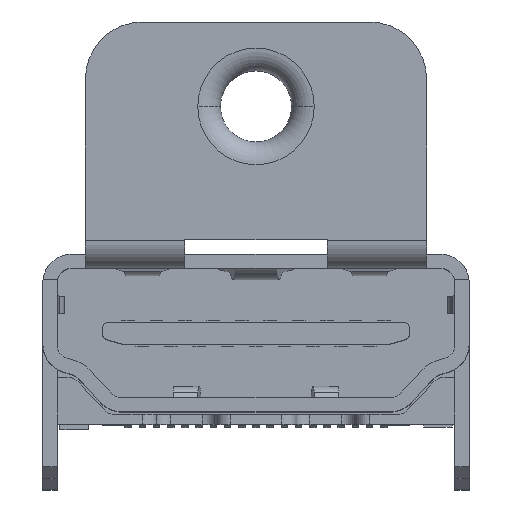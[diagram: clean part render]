
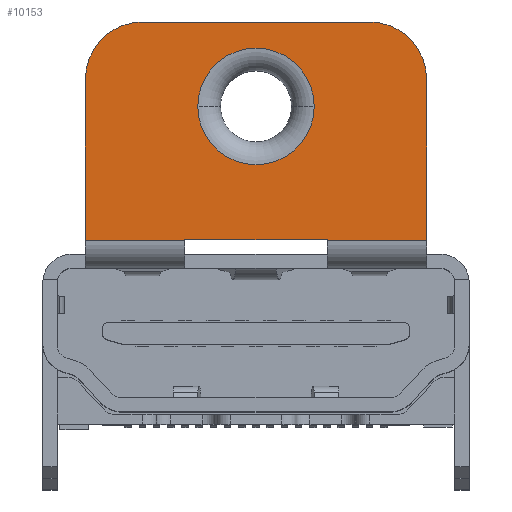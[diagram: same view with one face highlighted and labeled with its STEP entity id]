
A CAD part, top view. The second image highlights one B-rep face of the part: STEP entity #10153.
In plain terms, the highlighted planar face has unit normal (0, 0, 1).
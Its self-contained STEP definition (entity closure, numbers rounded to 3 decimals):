
#2604=DIRECTION('',(0.,-1.,0.));
#2605=VECTOR('',#2604,5.679);
#2606=CARTESIAN_POINT('',(-6.,8.945,0.));
#2607=LINE('',#2606,#2605);
#2724=CARTESIAN_POINT('',(0.,7.975,0.));
#2725=DIRECTION('',(0.,0.,-1.));
#2726=DIRECTION('',(1.,0.,0.));
#2727=AXIS2_PLACEMENT_3D('',#2724,#2725,#2726);
#2729=CARTESIAN_POINT('',(0.,7.975,0.));
#2730=DIRECTION('',(0.,0.,-1.));
#2731=DIRECTION('',(-1.,0.,0.));
#2732=AXIS2_PLACEMENT_3D('',#2729,#2730,#2731);
#2734=DIRECTION('',(0.,1.,0.));
#2735=VECTOR('',#2734,0.009);
#2736=CARTESIAN_POINT('',(-2.5,3.266,0.));
#2737=LINE('',#2736,#2735);
#2738=CARTESIAN_POINT('',(-4.,8.945,0.));
#2739=DIRECTION('',(0.,0.,1.));
#2740=DIRECTION('',(0.,1.,0.));
#2741=AXIS2_PLACEMENT_3D('',#2738,#2739,#2740);
#2743=DIRECTION('',(1.,0.,0.));
#2744=VECTOR('',#2743,8.);
#2745=CARTESIAN_POINT('',(-4.,10.945,0.));
#2746=LINE('',#2745,#2744);
#2747=CARTESIAN_POINT('',(4.,8.945,0.));
#2748=DIRECTION('',(0.,0.,1.));
#2749=DIRECTION('',(1.,0.,0.));
#2750=AXIS2_PLACEMENT_3D('',#2747,#2748,#2749);
#2752=DIRECTION('',(0.,1.,0.));
#2753=VECTOR('',#2752,0.009);
#2754=CARTESIAN_POINT('',(2.5,3.266,0.));
#2755=LINE('',#2754,#2753);
#2756=DIRECTION('',(-1.,0.,0.));
#2757=VECTOR('',#2756,5.);
#2758=CARTESIAN_POINT('',(2.5,3.275,0.));
#2759=LINE('',#2758,#2757);
#2787=DIRECTION('',(1.,0.,0.));
#2788=VECTOR('',#2787,3.5);
#2789=CARTESIAN_POINT('',(-6.,3.266,0.));
#2790=LINE('',#2789,#2788);
#2796=DIRECTION('',(1.,0.,0.));
#2797=VECTOR('',#2796,3.5);
#2798=CARTESIAN_POINT('',(2.5,3.266,0.));
#2799=LINE('',#2798,#2797);
#3328=DIRECTION('',(0.,-1.,0.));
#3329=VECTOR('',#3328,5.679);
#3330=CARTESIAN_POINT('',(6.,8.945,0.));
#3331=LINE('',#3330,#3329);
#6971=CARTESIAN_POINT('',(-6.,8.945,0.));
#6973=VERTEX_POINT('',#6971);
#6975=CARTESIAN_POINT('',(6.,8.945,0.));
#6977=VERTEX_POINT('',#6975);
#6978=CARTESIAN_POINT('',(4.,10.945,0.));
#6979=VERTEX_POINT('',#6978);
#6980=CARTESIAN_POINT('',(-4.,10.945,0.));
#6981=VERTEX_POINT('',#6980);
#6986=CARTESIAN_POINT('',(-6.,3.266,0.));
#6987=VERTEX_POINT('',#6986);
#6988=CARTESIAN_POINT('',(6.,3.266,0.));
#6989=VERTEX_POINT('',#6988);
#6998=CARTESIAN_POINT('',(-2.5,3.266,0.));
#6999=CARTESIAN_POINT('',(-2.5,3.275,0.));
#7000=VERTEX_POINT('',#6998);
#7001=VERTEX_POINT('',#6999);
#7002=CARTESIAN_POINT('',(2.5,3.266,0.));
#7003=CARTESIAN_POINT('',(2.5,3.275,0.));
#7004=VERTEX_POINT('',#7002);
#7005=VERTEX_POINT('',#7003);
#7030=CARTESIAN_POINT('',(2.05,7.975,0.));
#7031=CARTESIAN_POINT('',(-2.05,7.975,0.));
#7032=VERTEX_POINT('',#7030);
#7033=VERTEX_POINT('',#7031);
#10123=CARTESIAN_POINT('',(-6.,10.945,0.));
#10124=DIRECTION('',(0.,0.,1.));
#10125=DIRECTION('',(0.,-1.,0.));
#10126=AXIS2_PLACEMENT_3D('',#10123,#10124,#10125);
#10127=PLANE('',#10126);
#10129=ORIENTED_EDGE('',*,*,#10128,.F.);
#10131=ORIENTED_EDGE('',*,*,#10130,.F.);
#10132=ORIENTED_EDGE('',*,*,#9962,.F.);
#10133=ORIENTED_EDGE('',*,*,#9983,.F.);
#10135=ORIENTED_EDGE('',*,*,#10134,.T.);
#10137=ORIENTED_EDGE('',*,*,#10136,.F.);
#10139=ORIENTED_EDGE('',*,*,#10138,.T.);
#10141=ORIENTED_EDGE('',*,*,#10140,.F.);
#10143=ORIENTED_EDGE('',*,*,#10142,.T.);
#10145=ORIENTED_EDGE('',*,*,#10144,.T.);
#10146=EDGE_LOOP('',(#10129,#10131,#10132,#10133,#10135,#10137,#10139,#10141,
#10143,#10145));
#10147=FACE_OUTER_BOUND('',#10146,.F.);
#10149=ORIENTED_EDGE('',*,*,#10148,.F.);
#10150=ORIENTED_EDGE('',*,*,#10113,.F.);
#10151=EDGE_LOOP('',(#10149,#10150));
#10152=FACE_BOUND('',#10151,.F.);
#2728=CIRCLE('',#2727,2.05);
#2733=CIRCLE('',#2732,2.05);
#2742=CIRCLE('',#2741,2.);
#2751=CIRCLE('',#2750,2.);
#9962=EDGE_CURVE('',#6973,#6987,#2607,.T.);
#9983=EDGE_CURVE('',#6981,#6973,#2742,.T.);
#10113=EDGE_CURVE('',#7033,#7032,#2733,.T.);
#10128=EDGE_CURVE('',#7000,#7001,#2737,.T.);
#10130=EDGE_CURVE('',#6987,#7000,#2790,.T.);
#10134=EDGE_CURVE('',#6981,#6979,#2746,.T.);
#10136=EDGE_CURVE('',#6977,#6979,#2751,.T.);
#10138=EDGE_CURVE('',#6977,#6989,#3331,.T.);
#10140=EDGE_CURVE('',#7004,#6989,#2799,.T.);
#10142=EDGE_CURVE('',#7004,#7005,#2755,.T.);
#10144=EDGE_CURVE('',#7005,#7001,#2759,.T.);
#10148=EDGE_CURVE('',#7032,#7033,#2728,.T.);
#10153=ADVANCED_FACE('',(#10147,#10152),#10127,.T.);
